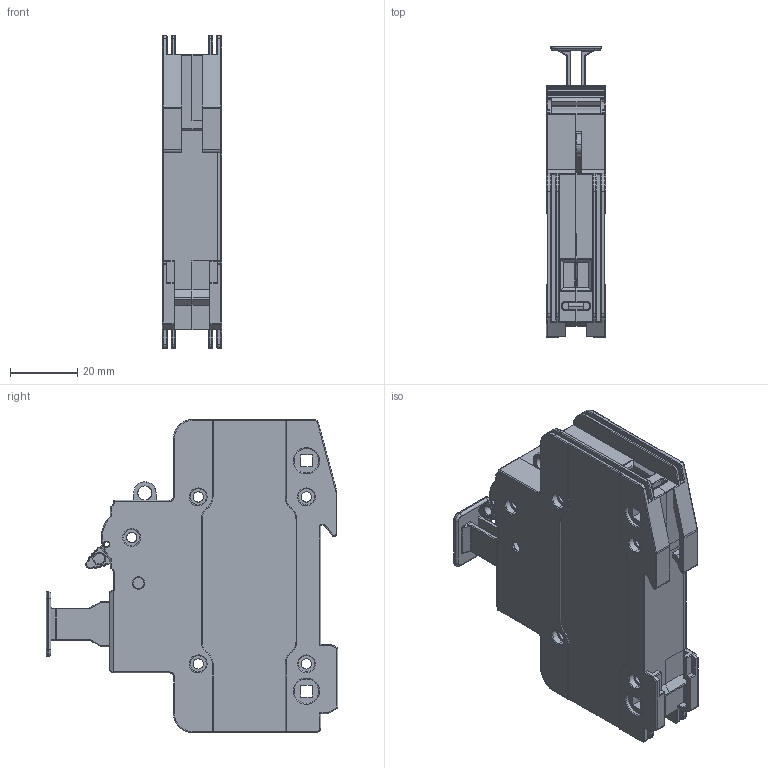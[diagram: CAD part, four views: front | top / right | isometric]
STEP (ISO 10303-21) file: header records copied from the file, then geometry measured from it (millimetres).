
FILE_DESCRIPTION (( 'STEP AP214' ), '1' );
FILE_NAME ('CEP-FS30CC1 200107.STEP', '2020-01-07T20:48:18', ( '' ), ( '' ), 'SwSTEP 2.0', 'SolidWorks 2015', '' );
FILE_SCHEMA (( 'AUTOMOTIVE_DESIGN' ));
Length unit declared in the file: inch
Products named in the file (1): CEP-FS30CC1 200107
Bounding box: 17.6 x 86.45 x 92.7 mm (x, y, z)
Volume: 31308 mm3; surface area: 53056.1 mm2
Topology: 3 solids, 4 shells, 2336 faces, 6366 edges, 4022 vertices
Faces by surface type: plane 1346, cylinder 640, bspline 208, torus 86, cone 49, sphere 7
Entity records: 108316 total; most frequent: CARTESIAN_POINT 20316, ORIENTED_EDGE 12662, DIRECTION 11216, EDGE_CURVE 6331, VECTOR 4342, LINE 4342, VERTEX_POINT 4020, AXIS2_PLACEMENT_3D 3437
